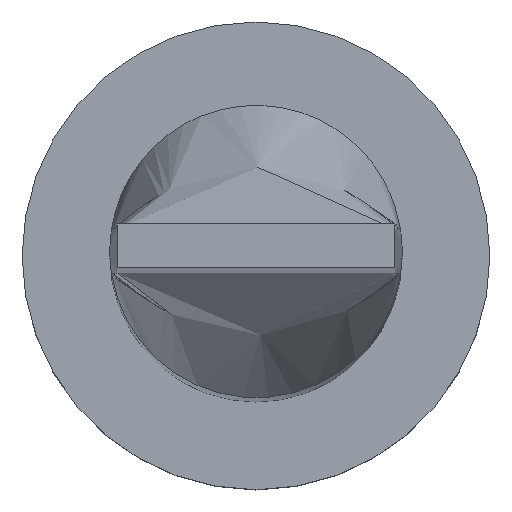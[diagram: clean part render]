
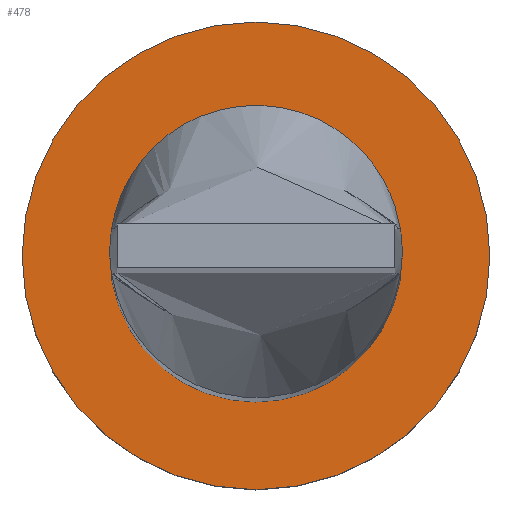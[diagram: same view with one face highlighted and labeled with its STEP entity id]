
A CAD part, top view. The second image highlights one B-rep face of the part: STEP entity #478.
In plain terms, the highlighted planar face has unit normal (0, 0, 1).
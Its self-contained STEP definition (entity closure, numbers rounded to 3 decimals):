
#25 = FACE_OUTER_BOUND ( 'NONE', #369, .T. ) ;
#31 = DIRECTION ( 'NONE',  ( 0., 0., 1. ) ) ;
#34 = CARTESIAN_POINT ( 'NONE',  ( 0., 0., 5. ) ) ;
#78 = DIRECTION ( 'NONE',  ( 1., 0., 0. ) ) ;
#79 = CARTESIAN_POINT ( 'NONE',  ( -8., 0., 5. ) ) ;
#81 = DIRECTION ( 'NONE',  ( 0., 0., 1. ) ) ;
#122 = CARTESIAN_POINT ( 'NONE',  ( 8., 0., 5. ) ) ;
#127 = VERTEX_POINT ( 'NONE', #79 ) ;
#134 = EDGE_LOOP ( 'NONE', ( #283, #366 ) ) ;
#165 = CARTESIAN_POINT ( 'NONE',  ( 0., 0., 5. ) ) ;
#203 = AXIS2_PLACEMENT_3D ( 'NONE', #165, #31, #310 ) ;
#212 = CARTESIAN_POINT ( 'NONE',  ( 0., 0., 5. ) ) ;
#234 = CARTESIAN_POINT ( 'NONE',  ( 0., 0., 5. ) ) ;
#271 = CARTESIAN_POINT ( 'NONE',  ( -5., 0., 5. ) ) ;
#283 = ORIENTED_EDGE ( 'NONE', *, *, #287, .F. ) ;
#287 = EDGE_CURVE ( 'NONE', #331, #416, #432, .T. ) ;
#302 = PLANE ( 'NONE',  #349 ) ;
#310 = DIRECTION ( 'NONE',  ( 1., 0., 0. ) ) ;
#318 = AXIS2_PLACEMENT_3D ( 'NONE', #234, #378, #612 ) ;
#328 = EDGE_CURVE ( 'NONE', #480, #127, #402, .T. ) ;
#331 = VERTEX_POINT ( 'NONE', #271 ) ;
#349 = AXIS2_PLACEMENT_3D ( 'NONE', #212, #403, #413 ) ;
#363 = CARTESIAN_POINT ( 'NONE',  ( 5., 0., 5. ) ) ;
#366 = ORIENTED_EDGE ( 'NONE', *, *, #456, .F. ) ;
#369 = EDGE_LOOP ( 'NONE', ( #469, #532 ) ) ;
#378 = DIRECTION ( 'NONE',  ( 0., 0., 1. ) ) ;
#402 = CIRCLE ( 'NONE', #615, 8. ) ;
#403 = DIRECTION ( 'NONE',  ( 0., 0., 1. ) ) ;
#413 = DIRECTION ( 'NONE',  ( 1., 0., 0. ) ) ;
#416 = VERTEX_POINT ( 'NONE', #363 ) ;
#432 = CIRCLE ( 'NONE', #318, 5. ) ;
#452 = AXIS2_PLACEMENT_3D ( 'NONE', #34, #81, #78 ) ;
#456 = EDGE_CURVE ( 'NONE', #416, #331, #581, .T. ) ;
#469 = ORIENTED_EDGE ( 'NONE', *, *, #564, .T. ) ;
#478 = ADVANCED_FACE ( 'NONE', ( #547, #25 ), #302, .T. ) ;
#479 = DIRECTION ( 'NONE',  ( 1., 0., 0. ) ) ;
#480 = VERTEX_POINT ( 'NONE', #122 ) ;
#516 = CARTESIAN_POINT ( 'NONE',  ( 0., 0., 5. ) ) ;
#532 = ORIENTED_EDGE ( 'NONE', *, *, #328, .T. ) ;
#537 = CIRCLE ( 'NONE', #203, 8. ) ;
#547 = FACE_BOUND ( 'NONE', #134, .T. ) ;
#559 = DIRECTION ( 'NONE',  ( 0., 0., 1. ) ) ;
#564 = EDGE_CURVE ( 'NONE', #127, #480, #537, .T. ) ;
#581 = CIRCLE ( 'NONE', #452, 5. ) ;
#612 = DIRECTION ( 'NONE',  ( 1., 0., 0. ) ) ;
#615 = AXIS2_PLACEMENT_3D ( 'NONE', #516, #559, #479 ) ;
